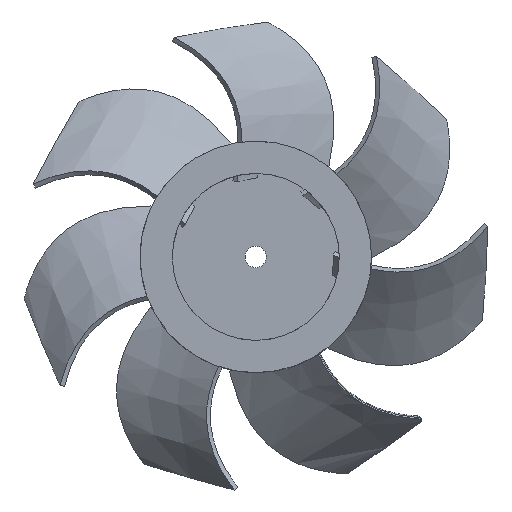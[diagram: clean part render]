
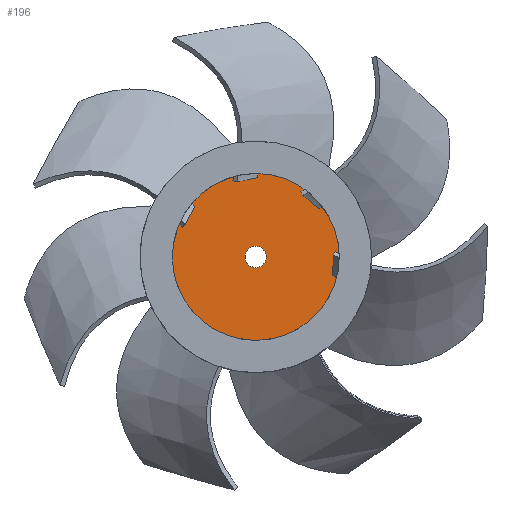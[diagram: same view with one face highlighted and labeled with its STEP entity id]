
A CAD part, top view. The second image highlights one B-rep face of the part: STEP entity #196.
In plain terms, the highlighted planar face has unit normal (0, 0, 1).
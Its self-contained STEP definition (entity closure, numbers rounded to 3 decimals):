
#166=PLANE('',#1155);
#196=ADVANCED_FACE('',(#250,#251),#166,.T.);
#250=FACE_BOUND('',#288,.T.);
#251=FACE_BOUND('',#289,.T.);
#288=EDGE_LOOP('',(#517,#518,#519,#520,#521,#522,#523,#524,#525,#526,#527,
#528,#529,#530,#531,#532));
#289=EDGE_LOOP('',(#533));
#347=CIRCLE('',#1149,113.605);
#348=CIRCLE('',#1150,113.605);
#349=CIRCLE('',#1151,113.605);
#350=CIRCLE('',#1152,113.605);
#351=CIRCLE('',#1154,14.55);
#517=ORIENTED_EDGE('',*,*,#903,.F.);
#518=ORIENTED_EDGE('',*,*,#904,.F.);
#519=ORIENTED_EDGE('',*,*,#905,.T.);
#520=ORIENTED_EDGE('',*,*,#901,.F.);
#521=ORIENTED_EDGE('',*,*,#906,.F.);
#522=ORIENTED_EDGE('',*,*,#907,.F.);
#523=ORIENTED_EDGE('',*,*,#908,.T.);
#524=ORIENTED_EDGE('',*,*,#897,.F.);
#525=ORIENTED_EDGE('',*,*,#909,.F.);
#526=ORIENTED_EDGE('',*,*,#910,.F.);
#527=ORIENTED_EDGE('',*,*,#911,.T.);
#528=ORIENTED_EDGE('',*,*,#893,.F.);
#529=ORIENTED_EDGE('',*,*,#912,.F.);
#530=ORIENTED_EDGE('',*,*,#913,.F.);
#531=ORIENTED_EDGE('',*,*,#914,.T.);
#532=ORIENTED_EDGE('',*,*,#889,.F.);
#533=ORIENTED_EDGE('',*,*,#915,.F.);
#753=VERTEX_POINT('',#2426);
#754=VERTEX_POINT('',#2428);
#757=VERTEX_POINT('',#2449);
#758=VERTEX_POINT('',#2451);
#761=VERTEX_POINT('',#2472);
#762=VERTEX_POINT('',#2474);
#765=VERTEX_POINT('',#2495);
#766=VERTEX_POINT('',#2497);
#767=VERTEX_POINT('',#2507);
#768=VERTEX_POINT('',#2518);
#769=VERTEX_POINT('',#2526);
#770=VERTEX_POINT('',#2537);
#771=VERTEX_POINT('',#2545);
#772=VERTEX_POINT('',#2556);
#773=VERTEX_POINT('',#2564);
#774=VERTEX_POINT('',#2575);
#775=VERTEX_POINT('',#2580);
#889=EDGE_CURVE('',#753,#754,#347,.T.);
#893=EDGE_CURVE('',#757,#758,#348,.T.);
#897=EDGE_CURVE('',#761,#762,#349,.T.);
#901=EDGE_CURVE('',#765,#766,#350,.T.);
#903=EDGE_CURVE('',#767,#753,#1056,.T.);
#904=EDGE_CURVE('',#768,#767,#1057,.T.);
#905=EDGE_CURVE('',#768,#766,#1058,.T.);
#906=EDGE_CURVE('',#769,#765,#1059,.T.);
#907=EDGE_CURVE('',#770,#769,#1060,.T.);
#908=EDGE_CURVE('',#770,#762,#1061,.T.);
#909=EDGE_CURVE('',#771,#761,#1062,.T.);
#910=EDGE_CURVE('',#772,#771,#1063,.T.);
#911=EDGE_CURVE('',#772,#758,#1064,.T.);
#912=EDGE_CURVE('',#773,#757,#1065,.T.);
#913=EDGE_CURVE('',#774,#773,#1066,.T.);
#914=EDGE_CURVE('',#774,#754,#1067,.T.);
#915=EDGE_CURVE('',#775,#775,#351,.T.);
#1056=B_SPLINE_CURVE_WITH_KNOTS('',3,(#2503,#2504,#2505,#2506),
 .UNSPECIFIED.,.F.,.F.,(4,4),(0.,1.),.UNSPECIFIED.);
#1057=B_SPLINE_CURVE_WITH_KNOTS('',3,(#2508,#2509,#2510,#2511,#2512,#2513,
#2514,#2515,#2516,#2517),.UNSPECIFIED.,.F.,.F.,(4,3,3,4),(0.,0.335,
0.667,1.),.UNSPECIFIED.);
#1058=B_SPLINE_CURVE_WITH_KNOTS('',2,(#2519,#2520,#2521),.UNSPECIFIED.,
 .F.,.F.,(3,3),(0.,1.),.UNSPECIFIED.);
#1059=B_SPLINE_CURVE_WITH_KNOTS('',3,(#2522,#2523,#2524,#2525),
 .UNSPECIFIED.,.F.,.F.,(4,4),(0.,1.),.UNSPECIFIED.);
#1060=B_SPLINE_CURVE_WITH_KNOTS('',3,(#2527,#2528,#2529,#2530,#2531,#2532,
#2533,#2534,#2535,#2536),.UNSPECIFIED.,.F.,.F.,(4,3,3,4),(0.,0.335,
0.667,1.),.UNSPECIFIED.);
#1061=B_SPLINE_CURVE_WITH_KNOTS('',2,(#2538,#2539,#2540),.UNSPECIFIED.,
 .F.,.F.,(3,3),(0.,1.),.UNSPECIFIED.);
#1062=B_SPLINE_CURVE_WITH_KNOTS('',3,(#2541,#2542,#2543,#2544),
 .UNSPECIFIED.,.F.,.F.,(4,4),(0.,1.),.UNSPECIFIED.);
#1063=B_SPLINE_CURVE_WITH_KNOTS('',3,(#2546,#2547,#2548,#2549,#2550,#2551,
#2552,#2553,#2554,#2555),.UNSPECIFIED.,.F.,.F.,(4,3,3,4),(0.,0.335,
0.667,1.),.UNSPECIFIED.);
#1064=B_SPLINE_CURVE_WITH_KNOTS('',2,(#2557,#2558,#2559),.UNSPECIFIED.,
 .F.,.F.,(3,3),(0.,1.),.UNSPECIFIED.);
#1065=B_SPLINE_CURVE_WITH_KNOTS('',3,(#2560,#2561,#2562,#2563),
 .UNSPECIFIED.,.F.,.F.,(4,4),(0.,1.),.UNSPECIFIED.);
#1066=B_SPLINE_CURVE_WITH_KNOTS('',3,(#2565,#2566,#2567,#2568,#2569,#2570,
#2571,#2572,#2573,#2574),.UNSPECIFIED.,.F.,.F.,(4,3,3,4),(0.,0.335,
0.667,1.),.UNSPECIFIED.);
#1067=B_SPLINE_CURVE_WITH_KNOTS('',2,(#2576,#2577,#2578),.UNSPECIFIED.,
 .F.,.F.,(3,3),(0.,1.),.UNSPECIFIED.);
#1149=AXIS2_PLACEMENT_3D('',#2427,#1199,#1200);
#1150=AXIS2_PLACEMENT_3D('',#2450,#1201,#1202);
#1151=AXIS2_PLACEMENT_3D('',#2473,#1203,#1204);
#1152=AXIS2_PLACEMENT_3D('',#2496,#1205,#1206);
#1154=AXIS2_PLACEMENT_3D('',#2579,#1209,#1210);
#1155=AXIS2_PLACEMENT_3D('',#2581,#1211,#1212);
#1199=DIRECTION('',(0.,0.,-1.));
#1200=DIRECTION('',(1.,0.,0.));
#1201=DIRECTION('',(0.,0.,-1.));
#1202=DIRECTION('',(1.,0.,0.));
#1203=DIRECTION('',(0.,0.,-1.));
#1204=DIRECTION('',(1.,0.,0.));
#1205=DIRECTION('',(0.,0.,-1.));
#1206=DIRECTION('',(1.,0.,0.));
#1209=DIRECTION('',(0.,0.,1.));
#1210=DIRECTION('',(1.,0.,0.));
#1211=DIRECTION('',(0.,0.,1.));
#1212=DIRECTION('',(1.,0.,0.));
#2426=CARTESIAN_POINT('',(109.986,-28.446,80.));
#2427=CARTESIAN_POINT('',(0.,0.,80.));
#2428=CARTESIAN_POINT('',(-93.595,64.39,80.));
#2449=CARTESIAN_POINT('',(-86.753,73.348,80.));
#2450=CARTESIAN_POINT('',(0.,0.,80.));
#2451=CARTESIAN_POINT('',(-8.013,113.322,80.));
#2472=CARTESIAN_POINT('',(3.257,113.558,80.));
#2473=CARTESIAN_POINT('',(0.,0.,80.));
#2474=CARTESIAN_POINT('',(83.603,76.919,80.));
#2495=CARTESIAN_POINT('',(90.815,68.255,80.));
#2496=CARTESIAN_POINT('',(0.,0.,80.));
#2497=CARTESIAN_POINT('',(112.264,-17.406,80.));
#2503=CARTESIAN_POINT('',(104.71,-25.909,80.));
#2504=CARTESIAN_POINT('',(106.46,-26.772,80.));
#2505=CARTESIAN_POINT('',(108.219,-27.618,80.));
#2506=CARTESIAN_POINT('',(109.986,-28.446,80.));
#2507=CARTESIAN_POINT('',(104.71,-25.909,80.));
#2508=CARTESIAN_POINT('',(107.198,-14.969,80.));
#2509=CARTESIAN_POINT('',(106.918,-16.19,80.));
#2510=CARTESIAN_POINT('',(106.638,-17.411,80.));
#2511=CARTESIAN_POINT('',(106.36,-18.632,80.));
#2512=CARTESIAN_POINT('',(106.083,-19.845,80.));
#2513=CARTESIAN_POINT('',(105.807,-21.057,80.));
#2514=CARTESIAN_POINT('',(105.532,-22.27,80.));
#2515=CARTESIAN_POINT('',(105.258,-23.483,80.));
#2516=CARTESIAN_POINT('',(104.983,-24.696,80.));
#2517=CARTESIAN_POINT('',(104.71,-25.909,80.));
#2518=CARTESIAN_POINT('',(107.198,-14.969,80.));
#2519=CARTESIAN_POINT('',(107.198,-14.969,80.));
#2520=CARTESIAN_POINT('',(109.74,-16.222,80.));
#2521=CARTESIAN_POINT('',(112.264,-17.406,80.));
#2522=CARTESIAN_POINT('',(85.542,65.712,80.));
#2523=CARTESIAN_POINT('',(87.309,66.543,80.));
#2524=CARTESIAN_POINT('',(89.066,67.391,80.));
#2525=CARTESIAN_POINT('',(90.815,68.255,80.));
#2526=CARTESIAN_POINT('',(85.542,65.712,80.));
#2527=CARTESIAN_POINT('',(78.54,74.478,80.));
#2528=CARTESIAN_POINT('',(79.319,73.498,80.));
#2529=CARTESIAN_POINT('',(80.1,72.518,80.));
#2530=CARTESIAN_POINT('',(80.881,71.539,80.));
#2531=CARTESIAN_POINT('',(81.656,70.567,80.));
#2532=CARTESIAN_POINT('',(82.432,69.595,80.));
#2533=CARTESIAN_POINT('',(83.209,68.624,80.));
#2534=CARTESIAN_POINT('',(83.986,67.653,80.));
#2535=CARTESIAN_POINT('',(84.764,66.682,80.));
#2536=CARTESIAN_POINT('',(85.542,65.712,80.));
#2537=CARTESIAN_POINT('',(78.54,74.478,80.));
#2538=CARTESIAN_POINT('',(78.54,74.478,80.));
#2539=CARTESIAN_POINT('',(81.104,75.684,80.));
#2540=CARTESIAN_POINT('',(83.603,76.919,80.));
#2541=CARTESIAN_POINT('',(1.958,107.85,80.));
#2542=CARTESIAN_POINT('',(2.409,109.749,80.));
#2543=CARTESIAN_POINT('',(2.843,111.651,80.));
#2544=CARTESIAN_POINT('',(3.257,113.558,80.));
#2545=CARTESIAN_POINT('',(1.958,107.85,80.));
#2546=CARTESIAN_POINT('',(-9.261,107.841,80.));
#2547=CARTESIAN_POINT('',(-8.009,107.839,80.));
#2548=CARTESIAN_POINT('',(-6.756,107.839,80.));
#2549=CARTESIAN_POINT('',(-5.504,107.839,80.));
#2550=CARTESIAN_POINT('',(-4.26,107.839,80.));
#2551=CARTESIAN_POINT('',(-3.017,107.84,80.));
#2552=CARTESIAN_POINT('',(-1.773,107.842,80.));
#2553=CARTESIAN_POINT('',(-0.53,107.844,80.));
#2554=CARTESIAN_POINT('',(0.714,107.847,80.));
#2555=CARTESIAN_POINT('',(1.958,107.85,80.));
#2556=CARTESIAN_POINT('',(-9.261,107.841,80.));
#2557=CARTESIAN_POINT('',(-9.261,107.841,80.));
#2558=CARTESIAN_POINT('',(-8.606,110.598,80.));
#2559=CARTESIAN_POINT('',(-8.013,113.322,80.));
#2560=CARTESIAN_POINT('',(-83.101,68.774,80.));
#2561=CARTESIAN_POINT('',(-84.304,70.312,80.));
#2562=CARTESIAN_POINT('',(-85.522,71.837,80.));
#2563=CARTESIAN_POINT('',(-86.753,73.348,80.));
#2564=CARTESIAN_POINT('',(-83.101,68.774,80.));
#2565=CARTESIAN_POINT('',(-90.088,59.996,80.));
#2566=CARTESIAN_POINT('',(-89.306,60.975,80.));
#2567=CARTESIAN_POINT('',(-88.525,61.953,80.));
#2568=CARTESIAN_POINT('',(-87.744,62.933,80.));
#2569=CARTESIAN_POINT('',(-86.969,63.905,80.));
#2570=CARTESIAN_POINT('',(-86.194,64.878,80.));
#2571=CARTESIAN_POINT('',(-85.42,65.851,80.));
#2572=CARTESIAN_POINT('',(-84.646,66.825,80.));
#2573=CARTESIAN_POINT('',(-83.873,67.799,80.));
#2574=CARTESIAN_POINT('',(-83.101,68.773,80.));
#2575=CARTESIAN_POINT('',(-90.088,59.996,80.));
#2576=CARTESIAN_POINT('',(-90.088,59.996,80.));
#2577=CARTESIAN_POINT('',(-91.835,62.228,80.));
#2578=CARTESIAN_POINT('',(-93.595,64.39,80.));
#2579=CARTESIAN_POINT('',(0.,0.,80.));
#2580=CARTESIAN_POINT('',(14.55,0.,80.));
#2581=CARTESIAN_POINT('',(0.,0.,80.));
